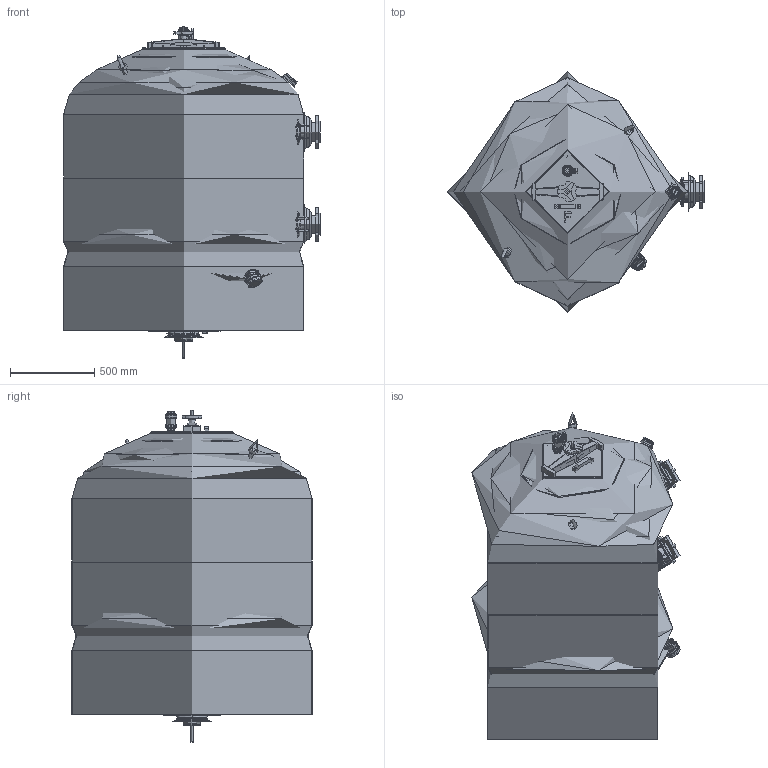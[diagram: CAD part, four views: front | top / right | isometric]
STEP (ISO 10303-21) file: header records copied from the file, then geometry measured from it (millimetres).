
FILE_DESCRIPTION( ( '' ), '1' );
FILE_NAME( '170705 HCFF55902WVA (VFSCN214090H).stp', '2017-07-17T11:36:03', ( 'Fiberpool Internacional' ), ( 'Fiberpool Internacional' ), 'PSStep 14.0', 'SolidEdgeST3', ' ' );
FILE_SCHEMA( ( 'AUTOMOTIVE_DESIGN { 1 0 10303 214 1 1 1 1 }' ) );
Length unit declared in the file: millimetre
Products named in the file (45): Tapa oval filtro industrial completa 2,5 BARS-oa6; Assem1; Sortida descarga de arena 63-oa7; Manòmetre filtro industrial 2011 -oa11; filtre 1400 FB HAYW 170705-oa14; Válvula de bola 32-1pols; Salida tornillos d-90 p1400-1600-oa0; Desaigua filtre industrial 1pols-oa10; Manòmetre  ; Base tapa ovalada filtro 2,5 BARS-oa3; Brida tornillos d-90; Salida tornillos d-90 p1400-1600-oa1; cos válvula 32-1pols; manguito valvula bola 32-1pols; femella valvula 32-1pols; maneta válvula 32-1pols; Volante filtro-oa4; Varilla Roscada M-14x165mm Inox 304; TUERCA SUPERIOR SUJ_JUNTA TAP_OV; Base tapa ovalada filtro 2,5 BAR Act-oa2; cos manòmetre filtre industrial; fons manòmetre; agulla manòmetre; vidre manòmetre; Embellidor manòmetre PVC; CUERPO BRIDA DE TORNILLOS D-90 Rev140124; Tornillo M-10x55 Zinc. DIN 933; Bolt_DIN_580_M24_v8.00; Cos sortida plipropilè 63; femella pasant polipropilè 63; ; ; Maneta tapa filtro; Puente; Machon doble rosca 1pols; Embellecedor d-90; manguito portabrida d-90; Brida libre d-90; Tubo Ø90 L= 110mm; bobinat sup d-1400-oa8 ...
Bounding box: 1529 x 1430 x 1975.5 mm (x, y, z)
Volume: 259713417.1 mm3; surface area: 62889680.4 mm2
Topology: 200 solids, 200 shells, 5568 faces, 13833 edges, 9021 vertices
Faces by surface type: plane 3227, cylinder 1539, cone 308, bspline 287, torus 162, sphere 29, offset 10, extrusion 6
Full cylindrical faces by diameter (mm): 6 x45, 8 x8, 10 x31, 11.835 x5, 12 x5, 13 x8, 14 x5, 14.5 x5, 15.5 x4, 16 x4, 18 x40, 19.6 x5, 21 x7, 23 x4, 23.5 x8, 24 x10, 25 x15, 26 x16, 28 x3, 29 x5, 29.605 x8, 32 x23, 33 x3, 35.5 x7, 37.5 x4, 38 x4, 41.5 x15, 44.5 x15, 46 x4, 49 x15
Entity records: 67996 total; most frequent: CARTESIAN_POINT 40311, DIRECTION 4206, ORIENTED_EDGE 3912, EDGE_CURVE 1956, AXIS2_PLACEMENT_3D 1626, VERTEX_POINT 1363, EDGE_LOOP 1217, FACE_OUTER_BOUND 1049
